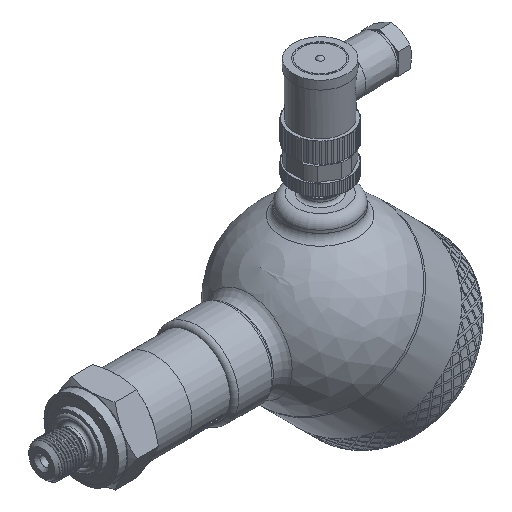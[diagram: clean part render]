
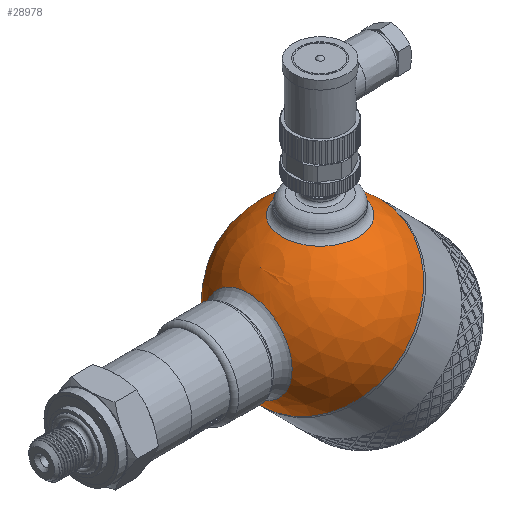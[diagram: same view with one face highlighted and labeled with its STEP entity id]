
A CAD part, isometric view. The second image highlights one B-rep face of the part: STEP entity #28978.
In plain terms, the highlighted spherical face has radius 30 mm.
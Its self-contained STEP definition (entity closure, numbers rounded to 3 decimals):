
#45=SPHERICAL_SURFACE('',#30741,30.);
#1142=FACE_BOUND('',#4387,.T.);
#1143=FACE_BOUND('',#4388,.T.);
#2540=FACE_OUTER_BOUND('',#4386,.T.);
#4386=EDGE_LOOP('',(#21307,#21308,#21309,#21310));
#4387=EDGE_LOOP('',(#21311));
#4388=EDGE_LOOP('',(#21312));
#6120=CIRCLE('',#30664,30.);
#6121=CIRCLE('',#30665,30.);
#6148=CIRCLE('',#30737,13.5);
#6151=CIRCLE('',#30742,30.);
#6152=CIRCLE('',#30743,15.643);
#11763=VERTEX_POINT('',#39924);
#11764=VERTEX_POINT('',#39926);
#12291=VERTEX_POINT('',#46690);
#12293=VERTEX_POINT('',#46697);
#12294=VERTEX_POINT('',#46699);
#14893=EDGE_CURVE('',#11763,#11764,#6120,.T.);
#14894=EDGE_CURVE('',#11764,#11763,#6121,.T.);
#15687=EDGE_CURVE('',#12291,#12291,#6148,.T.);
#15690=EDGE_CURVE('',#11764,#12293,#6151,.T.);
#15691=EDGE_CURVE('',#12294,#12294,#6152,.T.);
#21307=ORIENTED_EDGE('',*,*,#14894,.F.);
#21308=ORIENTED_EDGE('',*,*,#15690,.T.);
#21309=ORIENTED_EDGE('',*,*,#15690,.F.);
#21310=ORIENTED_EDGE('',*,*,#14893,.F.);
#21311=ORIENTED_EDGE('',*,*,#15691,.F.);
#21312=ORIENTED_EDGE('',*,*,#15687,.F.);
#28978=ADVANCED_FACE('',(#2540,#1142,#1143),#45,.T.);
#30664=AXIS2_PLACEMENT_3D('',#39927,#32594,#32595);
#30665=AXIS2_PLACEMENT_3D('',#39928,#32596,#32597);
#30737=AXIS2_PLACEMENT_3D('',#46691,#33018,#33019);
#30741=AXIS2_PLACEMENT_3D('',#46696,#33026,#33027);
#30742=AXIS2_PLACEMENT_3D('',#46698,#33028,#33029);
#30743=AXIS2_PLACEMENT_3D('',#46700,#33030,#33031);
#32594=DIRECTION('center_axis',(1.,0.,0.));
#32595=DIRECTION('ref_axis',(0.,1.,0.));
#32596=DIRECTION('center_axis',(1.,0.,0.));
#32597=DIRECTION('ref_axis',(0.,1.,0.));
#33018=DIRECTION('center_axis',(-0.707,0.,-0.707));
#33019=DIRECTION('ref_axis',(-0.707,0.,0.707));
#33026=DIRECTION('center_axis',(1.,0.,0.));
#33027=DIRECTION('ref_axis',(0.,-1.,0.));
#33028=DIRECTION('center_axis',(0.,0.,1.));
#33029=DIRECTION('ref_axis',(0.,1.,0.));
#33030=DIRECTION('center_axis',(-0.707,0.,0.707));
#33031=DIRECTION('ref_axis',(0.707,0.,0.707));
#39924=CARTESIAN_POINT('',(0.,-30.,0.));
#39926=CARTESIAN_POINT('',(0.,30.,0.));
#39927=CARTESIAN_POINT('Origin',(0.,0.,0.));
#39928=CARTESIAN_POINT('Origin',(0.,0.,0.));
#46690=CARTESIAN_POINT('',(-9.398,0.,-28.49));
#46691=CARTESIAN_POINT('Origin',(-18.944,0.,-18.944));
#46696=CARTESIAN_POINT('Origin',(0.,0.,0.));
#46697=CARTESIAN_POINT('',(-30.,0.,0.));
#46698=CARTESIAN_POINT('Origin',(0.,0.,0.));
#46699=CARTESIAN_POINT('',(-29.162,0.,7.04));
#46700=CARTESIAN_POINT('Origin',(-18.101,0.,18.101));
